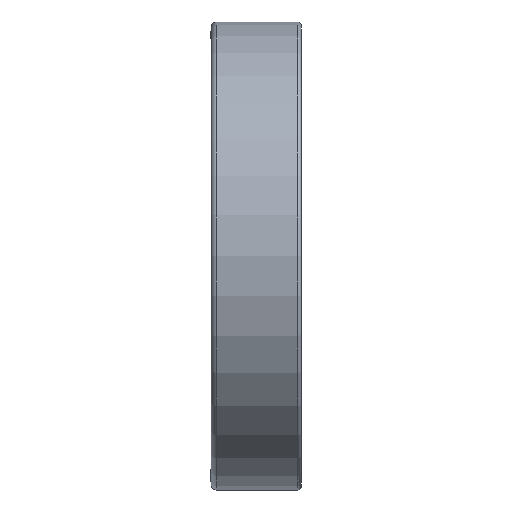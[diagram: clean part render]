
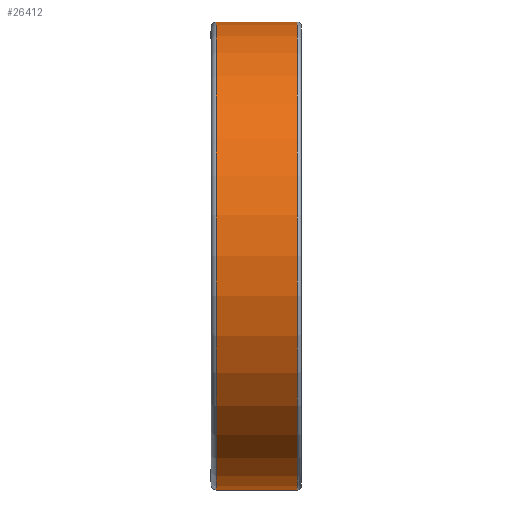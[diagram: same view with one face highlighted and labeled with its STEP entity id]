
A CAD part, top view. The second image highlights one B-rep face of the part: STEP entity #26412.
In plain terms, the highlighted cylindrical face has radius 13 mm (diameter 26 mm), a partial arc.
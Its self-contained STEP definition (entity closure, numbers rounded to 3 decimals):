
#15059=DIRECTION('',(-1.,0.,0.));
#15060=VECTOR('',#15059,4.5);
#15061=CARTESIAN_POINT('',(2.3,13.,0.));
#15062=LINE('',#15061,#15060);
#15066=DIRECTION('',(-1.,0.,0.));
#15067=VECTOR('',#15066,4.5);
#15068=CARTESIAN_POINT('',(2.3,-13.,0.));
#15069=LINE('',#15068,#15067);
#15081=CARTESIAN_POINT('',(2.3,0.,0.));
#15082=DIRECTION('',(1.,0.,0.));
#15083=DIRECTION('',(0.,1.,0.));
#15084=AXIS2_PLACEMENT_3D('',#15081,#15082,#15083);
#15089=CARTESIAN_POINT('',(-2.2,0.,0.));
#15090=DIRECTION('',(1.,0.,0.));
#15091=DIRECTION('',(0.,1.,0.));
#15092=AXIS2_PLACEMENT_3D('',#15089,#15090,#15091);
#22954=CARTESIAN_POINT('',(2.3,13.,0.));
#22955=CARTESIAN_POINT('',(-2.2,13.,0.));
#22956=VERTEX_POINT('',#22954);
#22957=VERTEX_POINT('',#22955);
#22966=CARTESIAN_POINT('',(2.3,-13.,0.));
#22967=CARTESIAN_POINT('',(-2.2,-13.,0.));
#22968=VERTEX_POINT('',#22966);
#22969=VERTEX_POINT('',#22967);
#26400=CARTESIAN_POINT('',(-2.75,0.,0.));
#26401=DIRECTION('',(1.,0.,0.));
#26402=DIRECTION('',(0.,-1.,0.));
#26403=AXIS2_PLACEMENT_3D('',#26400,#26401,#26402);
#26404=CYLINDRICAL_SURFACE('',#26403,13.);
#26405=ORIENTED_EDGE('',*,*,#26390,.F.);
#26406=ORIENTED_EDGE('',*,*,#26367,.T.);
#26407=ORIENTED_EDGE('',*,*,#26394,.T.);
#26409=ORIENTED_EDGE('',*,*,#26408,.F.);
#26410=EDGE_LOOP('',(#26405,#26406,#26407,#26409));
#26411=FACE_OUTER_BOUND('',#26410,.F.);
#15085=CIRCLE('',#15084,13.);
#15093=CIRCLE('',#15092,13.);
#26367=EDGE_CURVE('',#22956,#22968,#15085,.T.);
#26390=EDGE_CURVE('',#22956,#22957,#15062,.T.);
#26394=EDGE_CURVE('',#22968,#22969,#15069,.T.);
#26408=EDGE_CURVE('',#22957,#22969,#15093,.T.);
#26412=ADVANCED_FACE('',(#26411),#26404,.T.);
